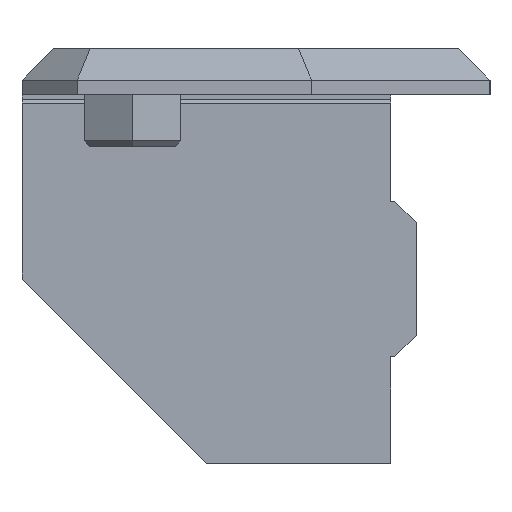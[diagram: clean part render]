
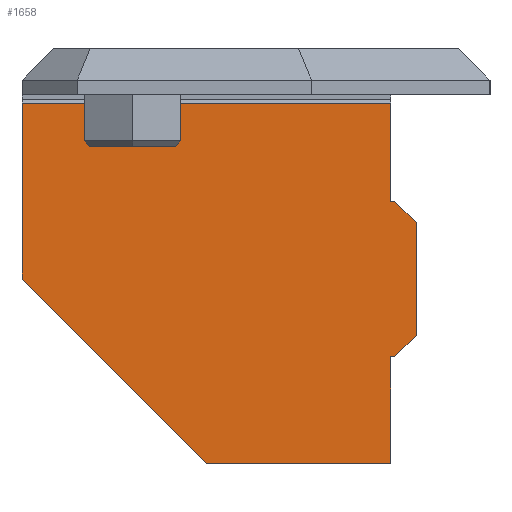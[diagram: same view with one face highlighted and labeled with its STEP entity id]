
A CAD part, front view. The second image highlights one B-rep face of the part: STEP entity #1658.
In plain terms, the highlighted planar face has unit normal (0, -1, 0).
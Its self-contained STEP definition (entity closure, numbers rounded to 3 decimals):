
#120=FACE_OUTER_BOUND('',#219,.T.);
#219=EDGE_LOOP('',(#1400,#1401,#1402,#1403,#1404,#1405,#1406,#1407,#1408,
#1409,#1410));
#322=LINE('',#2418,#536);
#327=LINE('',#2427,#541);
#339=LINE('',#2452,#553);
#426=LINE('',#2633,#640);
#430=LINE('',#2641,#644);
#431=LINE('',#2644,#645);
#433=LINE('',#2648,#647);
#434=LINE('',#2650,#648);
#435=LINE('',#2652,#649);
#436=LINE('',#2654,#650);
#437=LINE('',#2655,#651);
#536=VECTOR('',#1967,10.);
#541=VECTOR('',#1974,10.);
#553=VECTOR('',#1992,10.);
#640=VECTOR('',#2157,10.);
#644=VECTOR('',#2165,10.);
#645=VECTOR('',#2168,10.);
#647=VECTOR('',#2172,10.);
#648=VECTOR('',#2173,10.);
#649=VECTOR('',#2174,10.);
#650=VECTOR('',#2175,10.);
#651=VECTOR('',#2176,10.);
#728=VERTEX_POINT('',#2415);
#729=VERTEX_POINT('',#2417);
#732=VERTEX_POINT('',#2425);
#742=VERTEX_POINT('',#2451);
#797=VERTEX_POINT('',#2631);
#799=VERTEX_POINT('',#2639);
#800=VERTEX_POINT('',#2643);
#801=VERTEX_POINT('',#2647);
#802=VERTEX_POINT('',#2649);
#803=VERTEX_POINT('',#2651);
#804=VERTEX_POINT('',#2653);
#897=EDGE_CURVE('',#728,#729,#322,.T.);
#902=EDGE_CURVE('',#732,#728,#327,.T.);
#914=EDGE_CURVE('',#742,#729,#339,.T.);
#1006=EDGE_CURVE('',#797,#732,#426,.T.);
#1010=EDGE_CURVE('',#799,#742,#430,.T.);
#1011=EDGE_CURVE('',#799,#800,#431,.T.);
#1013=EDGE_CURVE('',#801,#797,#433,.T.);
#1014=EDGE_CURVE('',#802,#801,#434,.T.);
#1015=EDGE_CURVE('',#803,#802,#435,.T.);
#1016=EDGE_CURVE('',#804,#803,#436,.T.);
#1017=EDGE_CURVE('',#800,#804,#437,.T.);
#1400=ORIENTED_EDGE('',*,*,#897,.F.);
#1401=ORIENTED_EDGE('',*,*,#902,.F.);
#1402=ORIENTED_EDGE('',*,*,#1006,.F.);
#1403=ORIENTED_EDGE('',*,*,#1013,.F.);
#1404=ORIENTED_EDGE('',*,*,#1014,.F.);
#1405=ORIENTED_EDGE('',*,*,#1015,.F.);
#1406=ORIENTED_EDGE('',*,*,#1016,.F.);
#1407=ORIENTED_EDGE('',*,*,#1017,.F.);
#1408=ORIENTED_EDGE('',*,*,#1011,.F.);
#1409=ORIENTED_EDGE('',*,*,#1010,.T.);
#1410=ORIENTED_EDGE('',*,*,#914,.T.);
#1563=PLANE('',#1783);
#1658=ADVANCED_FACE('',(#120),#1563,.T.);
#1783=AXIS2_PLACEMENT_3D('',#2646,#2170,#2171);
#1967=DIRECTION('',(-0.707,0.,0.707));
#1974=DIRECTION('',(-1.,0.,0.));
#1992=DIRECTION('',(0.,0.,-1.));
#2157=DIRECTION('',(0.,0.,-1.));
#2165=DIRECTION('',(-1.,0.,0.));
#2168=DIRECTION('',(0.,0.,-1.));
#2170=DIRECTION('center_axis',(0.,-1.,0.));
#2171=DIRECTION('ref_axis',(-1.,0.,0.));
#2172=DIRECTION('',(-1.,0.,0.));
#2173=DIRECTION('',(-0.707,0.,-0.707));
#2174=DIRECTION('',(0.,0.,-1.));
#2175=DIRECTION('',(0.707,0.,-0.707));
#2176=DIRECTION('',(1.,0.,0.));
#2415=CARTESIAN_POINT('',(10.,14.55,-20.));
#2417=CARTESIAN_POINT('',(0.,14.55,-10.));
#2418=CARTESIAN_POINT('',(5.,14.55,-15.));
#2425=CARTESIAN_POINT('',(20.,14.55,-20.));
#2427=CARTESIAN_POINT('',(0.,14.55,-20.));
#2451=CARTESIAN_POINT('',(0.,14.55,-0.45));
#2452=CARTESIAN_POINT('',(0.,14.55,0.));
#2631=CARTESIAN_POINT('',(20.,14.55,-14.225));
#2633=CARTESIAN_POINT('',(20.,14.55,0.));
#2639=CARTESIAN_POINT('',(20.,14.55,-0.45));
#2641=CARTESIAN_POINT('',(10.,14.55,-0.45));
#2643=CARTESIAN_POINT('',(20.,14.55,-5.775));
#2644=CARTESIAN_POINT('',(20.,14.55,0.));
#2646=CARTESIAN_POINT('Origin',(20.,14.55,0.));
#2647=CARTESIAN_POINT('',(20.225,14.55,-14.225));
#2648=CARTESIAN_POINT('',(20.35,14.55,-14.225));
#2649=CARTESIAN_POINT('',(21.4,14.55,-13.05));
#2650=CARTESIAN_POINT('',(21.4,14.55,-13.05));
#2651=CARTESIAN_POINT('',(21.4,14.55,-6.95));
#2652=CARTESIAN_POINT('',(21.4,14.55,-11.525));
#2653=CARTESIAN_POINT('',(20.225,14.55,-5.775));
#2654=CARTESIAN_POINT('',(21.988,14.55,-7.538));
#2655=CARTESIAN_POINT('',(20.463,14.55,-5.775));
